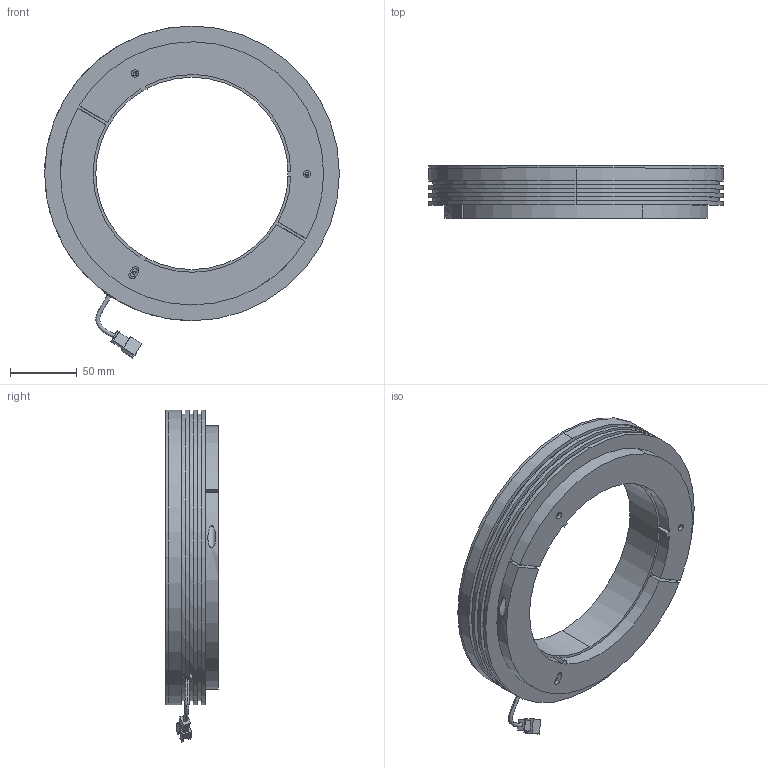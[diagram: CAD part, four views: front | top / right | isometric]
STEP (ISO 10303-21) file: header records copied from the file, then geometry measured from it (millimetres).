
FILE_DESCRIPTION (( 'STEP AP214' ), '1' );
FILE_NAME ('LTRN96.STEP', '2013-04-05T13:51:51', ( 'Work' ), ( '' ), 'SwSTEP 2.0', 'SolidWorks 2012', '' );
FILE_SCHEMA (( 'AUTOMOTIVE_DESIGN' ));
Length unit declared in the file: millimetre
Products named in the file (1): LTRN96
Bounding box: 220.6 x 39.6 x 248.44 mm (x, y, z)
Surface area: 158937.1 mm2 (no closed solid volume)
Topology: 0 solids, 7 shells, 161 faces, 501 edges, 352 vertices
Faces by surface type: plane 84, cylinder 75, bspline 2
Entity records: 7962 total; most frequent: CARTESIAN_POINT 1517, DIRECTION 999, ORIENTED_EDGE 883, EDGE_CURVE 501, AXIS2_PLACEMENT_3D 354, VERTEX_POINT 352, LINE 291, VECTOR 291
